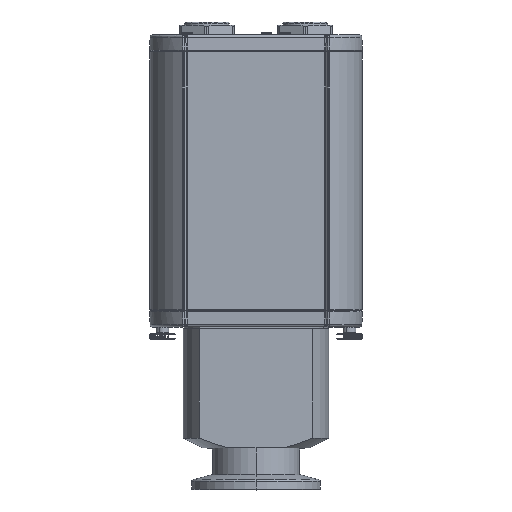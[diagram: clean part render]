
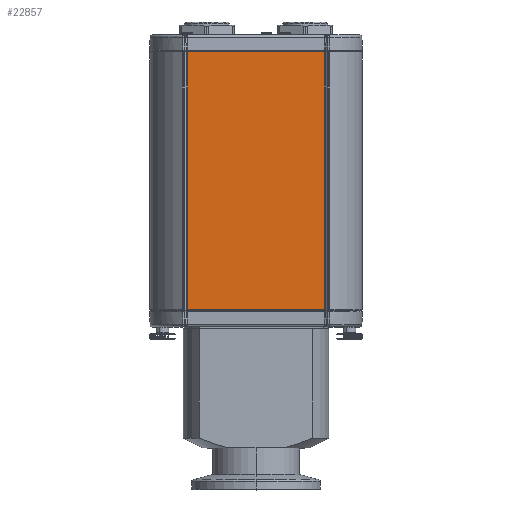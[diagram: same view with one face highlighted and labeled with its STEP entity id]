
A CAD part, top view. The second image highlights one B-rep face of the part: STEP entity #22857.
In plain terms, the highlighted planar face has unit normal (0, 0, 1).
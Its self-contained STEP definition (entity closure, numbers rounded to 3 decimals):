
#236 = AXIS2_PLACEMENT_3D ( 'NONE', #18113, #25065, #4148 ) ;
#2385 = DIRECTION ( 'NONE',  ( 1., 0., 0. ) ) ;
#2930 = ORIENTED_EDGE ( 'NONE', *, *, #17237, .T. ) ;
#4148 = DIRECTION ( 'NONE',  ( 1., 0., 0. ) ) ;
#4352 = ORIENTED_EDGE ( 'NONE', *, *, #13770, .T. ) ;
#4538 = VECTOR ( 'NONE', #2385, 1000. ) ;
#5063 = CARTESIAN_POINT ( 'NONE',  ( -21.527, -80., 18. ) ) ;
#5599 = LINE ( 'NONE', #37067, #4538 ) ;
#6427 = EDGE_CURVE ( 'NONE', #18191, #14809, #41792, .T. ) ;
#9257 = CARTESIAN_POINT ( 'NONE',  ( -21.32, -80., 18. ) ) ;
#9345 = ORIENTED_EDGE ( 'NONE', *, *, #15276, .F. ) ;
#9953 = DIRECTION ( 'NONE',  ( 0., -1., 0. ) ) ;
#10412 = ORIENTED_EDGE ( 'NONE', *, *, #6427, .T. ) ;
#13491 = CARTESIAN_POINT ( 'NONE',  ( -21.32, -80., 18. ) ) ;
#13770 = EDGE_CURVE ( 'NONE', #14809, #17177, #38930, .T. ) ;
#14809 = VERTEX_POINT ( 'NONE', #27152 ) ;
#15276 = EDGE_CURVE ( 'NONE', #25032, #17177, #5599, .T. ) ;
#15331 = CARTESIAN_POINT ( 'NONE',  ( 21.32, 0., 18. ) ) ;
#15376 = CARTESIAN_POINT ( 'NONE',  ( -21.32, 0., 18. ) ) ;
#17177 = VERTEX_POINT ( 'NONE', #33970 ) ;
#17237 = EDGE_CURVE ( 'NONE', #25032, #18191, #44529, .T. ) ;
#17353 = PLANE ( 'NONE',  #236 ) ;
#18041 = VECTOR ( 'NONE', #9953, 1000. ) ;
#18113 = CARTESIAN_POINT ( 'NONE',  ( -21.527, -80., 18. ) ) ;
#18191 = VERTEX_POINT ( 'NONE', #9257 ) ;
#20950 = FACE_OUTER_BOUND ( 'NONE', #41005, .T. ) ;
#22857 = ADVANCED_FACE ( 'NONE', ( #20950 ), #17353, .T. ) ;
#25032 = VERTEX_POINT ( 'NONE', #15376 ) ;
#25065 = DIRECTION ( 'NONE',  ( 0., 0., 1. ) ) ;
#27152 = CARTESIAN_POINT ( 'NONE',  ( 21.32, -80., 18. ) ) ;
#29676 = VECTOR ( 'NONE', #43044, 1000. ) ;
#32545 = VECTOR ( 'NONE', #43066, 1000. ) ;
#33970 = CARTESIAN_POINT ( 'NONE',  ( 21.32, 0., 18. ) ) ;
#37067 = CARTESIAN_POINT ( 'NONE',  ( -21.527, 0., 18. ) ) ;
#38930 = LINE ( 'NONE', #15331, #29676 ) ;
#41005 = EDGE_LOOP ( 'NONE', ( #9345, #2930, #10412, #4352 ) ) ;
#41792 = LINE ( 'NONE', #5063, #32545 ) ;
#43044 = DIRECTION ( 'NONE',  ( 0., 1., 0. ) ) ;
#43066 = DIRECTION ( 'NONE',  ( 1., 0., 0. ) ) ;
#44529 = LINE ( 'NONE', #13491, #18041 ) ;
